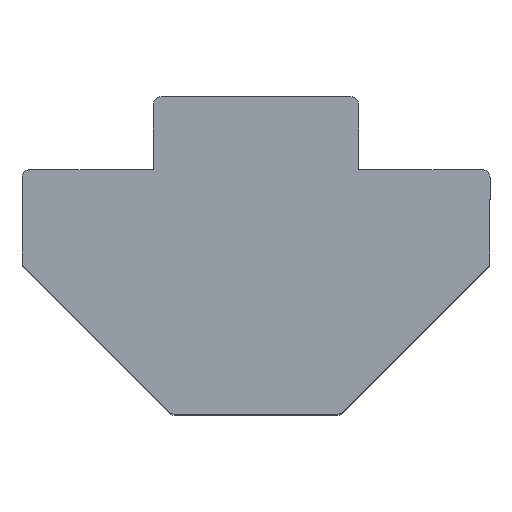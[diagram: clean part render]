
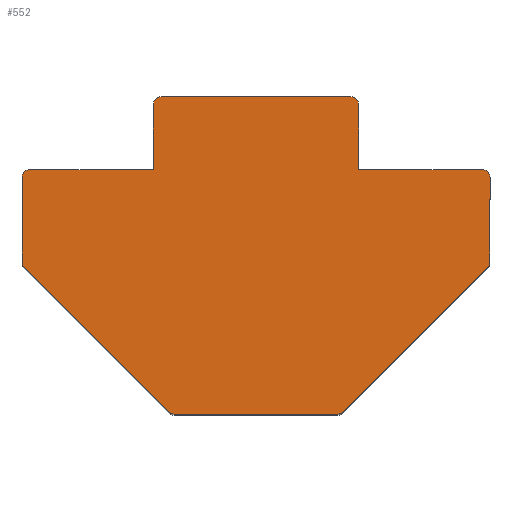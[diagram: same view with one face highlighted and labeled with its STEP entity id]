
A CAD part, top view. The second image highlights one B-rep face of the part: STEP entity #552.
In plain terms, the highlighted planar face has unit normal (0, 0, 1).
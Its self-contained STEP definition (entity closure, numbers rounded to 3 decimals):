
#1 = CARTESIAN_POINT ( 'NONE',  ( 3.95, 9.4, 25. ) ) ;
#8 = ORIENTED_EDGE ( 'NONE', *, *, #40, .T. ) ;
#18 = EDGE_CURVE ( 'NONE', #381, #111, #683, .T. ) ;
#23 = CARTESIAN_POINT ( 'NONE',  ( -9., 9.1, 25. ) ) ;
#33 = LINE ( 'NONE', #718, #339 ) ;
#40 = EDGE_CURVE ( 'NONE', #254, #784, #154, .T. ) ;
#41 = CARTESIAN_POINT ( 'NONE',  ( -9., 5.845, 25. ) ) ;
#44 = EDGE_CURVE ( 'NONE', #867, #310, #487, .T. ) ;
#45 = EDGE_CURVE ( 'NONE', #111, #811, #323, .T. ) ;
#55 = ORIENTED_EDGE ( 'NONE', *, *, #117, .T. ) ;
#56 = VERTEX_POINT ( 'NONE', #742 ) ;
#59 = EDGE_CURVE ( 'NONE', #118, #62, #495, .T. ) ;
#61 = ORIENTED_EDGE ( 'NONE', *, *, #80, .T. ) ;
#62 = VERTEX_POINT ( 'NONE', #231 ) ;
#65 = EDGE_CURVE ( 'NONE', #811, #477, #479, .T. ) ;
#69 = VECTOR ( 'NONE', #544, 1000. ) ;
#72 = VERTEX_POINT ( 'NONE', #125 ) ;
#78 = ORIENTED_EDGE ( 'NONE', *, *, #626, .T. ) ;
#80 = EDGE_CURVE ( 'NONE', #477, #685, #633, .T. ) ;
#82 = DIRECTION ( 'NONE',  ( -1., 0., 0. ) ) ;
#88 = ORIENTED_EDGE ( 'NONE', *, *, #480, .T. ) ;
#93 = EDGE_CURVE ( 'NONE', #310, #454, #611, .T. ) ;
#107 = DIRECTION ( 'NONE',  ( 0., 1., 0. ) ) ;
#111 = VERTEX_POINT ( 'NONE', #699 ) ;
#117 = EDGE_CURVE ( 'NONE', #685, #133, #388, .T. ) ;
#118 = VERTEX_POINT ( 'NONE', #160 ) ;
#121 = CARTESIAN_POINT ( 'NONE',  ( -3.95, 9.4, 25. ) ) ;
#125 = CARTESIAN_POINT ( 'NONE',  ( 3.362, 0.088, 25. ) ) ;
#130 = EDGE_CURVE ( 'NONE', #133, #867, #33, .T. ) ;
#131 = VECTOR ( 'NONE', #248, 1000. ) ;
#132 = DIRECTION ( 'NONE',  ( 0., 1., 0. ) ) ;
#133 = VERTEX_POINT ( 'NONE', #121 ) ;
#135 = CARTESIAN_POINT ( 'NONE',  ( 8.7, 9.4, 25. ) ) ;
#146 = PLANE ( 'NONE',  #354 ) ;
#148 = VERTEX_POINT ( 'NONE', #649 ) ;
#151 = LINE ( 'NONE', #537, #838 ) ;
#154 = CIRCLE ( 'NONE', #589, 0.3 ) ;
#158 = AXIS2_PLACEMENT_3D ( 'NONE', #207, #676, #270 ) ;
#160 = CARTESIAN_POINT ( 'NONE',  ( -8.912, 5.632, 25. ) ) ;
#168 = VECTOR ( 'NONE', #307, 1000. ) ;
#169 = CARTESIAN_POINT ( 'NONE',  ( -3.65, 12.2, 25. ) ) ;
#176 = CARTESIAN_POINT ( 'NONE',  ( -8.7, 5.845, 25. ) ) ;
#184 = CARTESIAN_POINT ( 'NONE',  ( 8.7, 5.845, 25. ) ) ;
#191 = DIRECTION ( 'NONE',  ( 0., 0., 1. ) ) ;
#204 = VECTOR ( 'NONE', #441, 1000. ) ;
#207 = CARTESIAN_POINT ( 'NONE',  ( -8.7, 9.1, 25. ) ) ;
#215 = ORIENTED_EDGE ( 'NONE', *, *, #44, .T. ) ;
#217 = ORIENTED_EDGE ( 'NONE', *, *, #18, .T. ) ;
#218 = CIRCLE ( 'NONE', #442, 0.3 ) ;
#231 = CARTESIAN_POINT ( 'NONE',  ( -3.361, 0.088, 25. ) ) ;
#233 = DIRECTION ( 'NONE',  ( -1., 0., 0. ) ) ;
#237 = DIRECTION ( 'NONE',  ( 1., 0., 0. ) ) ;
#248 = DIRECTION ( 'NONE',  ( 0.707, -0.707, 0. ) ) ;
#254 = VERTEX_POINT ( 'NONE', #802 ) ;
#257 = ORIENTED_EDGE ( 'NONE', *, *, #642, .T. ) ;
#262 = EDGE_CURVE ( 'NONE', #56, #554, #421, .T. ) ;
#270 = DIRECTION ( 'NONE',  ( 1., 0., 0. ) ) ;
#281 = VECTOR ( 'NONE', #82, 1000. ) ;
#285 = ORIENTED_EDGE ( 'NONE', *, *, #722, .T. ) ;
#295 = ORIENTED_EDGE ( 'NONE', *, *, #262, .T. ) ;
#301 = VECTOR ( 'NONE', #520, 1000. ) ;
#303 = CARTESIAN_POINT ( 'NONE',  ( 8.7, 9.1, 25. ) ) ;
#307 = DIRECTION ( 'NONE',  ( 1., 0., 0. ) ) ;
#310 = VERTEX_POINT ( 'NONE', #23 ) ;
#323 = CIRCLE ( 'NONE', #606, 0.3 ) ;
#326 = AXIS2_PLACEMENT_3D ( 'NONE', #396, #859, #462 ) ;
#336 = CIRCLE ( 'NONE', #660, 0.3 ) ;
#337 = CARTESIAN_POINT ( 'NONE',  ( 3.95, 9.4, 25. ) ) ;
#339 = VECTOR ( 'NONE', #852, 1000. ) ;
#354 = AXIS2_PLACEMENT_3D ( 'NONE', #621, #758, #358 ) ;
#358 = DIRECTION ( 'NONE',  ( 1., 0., 0. ) ) ;
#360 = CARTESIAN_POINT ( 'NONE',  ( -8.7, 9.4, 25. ) ) ;
#370 = DIRECTION ( 'NONE',  ( -1., 0., 0. ) ) ;
#381 = VERTEX_POINT ( 'NONE', #337 ) ;
#388 = LINE ( 'NONE', #763, #204 ) ;
#396 = CARTESIAN_POINT ( 'NONE',  ( 3.149, 0.3, 25. ) ) ;
#411 = CARTESIAN_POINT ( 'NONE',  ( -3.65, 11.9, 25. ) ) ;
#416 = ORIENTED_EDGE ( 'NONE', *, *, #65, .T. ) ;
#421 = CIRCLE ( 'NONE', #817, 0.3 ) ;
#422 = CARTESIAN_POINT ( 'NONE',  ( -9., 5.845, 25. ) ) ;
#428 = LINE ( 'NONE', #570, #729 ) ;
#432 = ORIENTED_EDGE ( 'NONE', *, *, #517, .T. ) ;
#433 = CARTESIAN_POINT ( 'NONE',  ( 8.7, 9.4, 25. ) ) ;
#441 = DIRECTION ( 'NONE',  ( 0., -1., 0. ) ) ;
#442 = AXIS2_PLACEMENT_3D ( 'NONE', #176, #640, #237 ) ;
#454 = VERTEX_POINT ( 'NONE', #422 ) ;
#462 = DIRECTION ( 'NONE',  ( 1., 0., 0. ) ) ;
#465 = EDGE_LOOP ( 'NONE', ( #78, #648, #285, #88, #725, #432, #295, #257, #8, #842, #217, #508, #416, #61, #55, #627, #215, #677 ) ) ;
#473 = DIRECTION ( 'NONE',  ( 1., 0., 0. ) ) ;
#477 = VERTEX_POINT ( 'NONE', #169 ) ;
#479 = LINE ( 'NONE', #855, #301 ) ;
#480 = EDGE_CURVE ( 'NONE', #148, #822, #548, .T. ) ;
#481 = EDGE_CURVE ( 'NONE', #822, #72, #720, .T. ) ;
#487 = CIRCLE ( 'NONE', #158, 0.3 ) ;
#495 = LINE ( 'NONE', #546, #131 ) ;
#504 = FACE_OUTER_BOUND ( 'NONE', #465, .T. ) ;
#506 = VECTOR ( 'NONE', #132, 1000. ) ;
#508 = ORIENTED_EDGE ( 'NONE', *, *, #45, .T. ) ;
#517 = EDGE_CURVE ( 'NONE', #72, #56, #151, .T. ) ;
#520 = DIRECTION ( 'NONE',  ( -1., 0., 0. ) ) ;
#523 = AXIS2_PLACEMENT_3D ( 'NONE', #411, #874, #473 ) ;
#531 = DIRECTION ( 'NONE',  ( 0.707, 0.707, 0. ) ) ;
#537 = CARTESIAN_POINT ( 'NONE',  ( 8.874, 5.6, 25. ) ) ;
#544 = DIRECTION ( 'NONE',  ( 0., -1., 0. ) ) ;
#546 = CARTESIAN_POINT ( 'NONE',  ( -8.912, 5.632, 25. ) ) ;
#548 = LINE ( 'NONE', #634, #168 ) ;
#552 = ADVANCED_FACE ( 'NONE', ( #504 ), #146, .T. ) ;
#554 = VERTEX_POINT ( 'NONE', #560 ) ;
#557 = CARTESIAN_POINT ( 'NONE',  ( 3.149, 0., 25. ) ) ;
#560 = CARTESIAN_POINT ( 'NONE',  ( 9., 5.845, 25. ) ) ;
#570 = CARTESIAN_POINT ( 'NONE',  ( 9., 5.845, 25. ) ) ;
#589 = AXIS2_PLACEMENT_3D ( 'NONE', #303, #766, #370 ) ;
#592 = CARTESIAN_POINT ( 'NONE',  ( -3.149, 0.3, 25. ) ) ;
#606 = AXIS2_PLACEMENT_3D ( 'NONE', #810, #839, #610 ) ;
#610 = DIRECTION ( 'NONE',  ( -1., 0., 0. ) ) ;
#611 = LINE ( 'NONE', #41, #69 ) ;
#621 = CARTESIAN_POINT ( 'NONE',  ( -8.7, 5.845, 25. ) ) ;
#626 = EDGE_CURVE ( 'NONE', #454, #118, #218, .T. ) ;
#627 = ORIENTED_EDGE ( 'NONE', *, *, #130, .T. ) ;
#633 = CIRCLE ( 'NONE', #523, 0.3 ) ;
#634 = CARTESIAN_POINT ( 'NONE',  ( 3.149, 0., 25. ) ) ;
#637 = DIRECTION ( 'NONE',  ( 0., 0., 1. ) ) ;
#640 = DIRECTION ( 'NONE',  ( 0., 0., 1. ) ) ;
#642 = EDGE_CURVE ( 'NONE', #554, #254, #428, .T. ) ;
#646 = CARTESIAN_POINT ( 'NONE',  ( -3.95, 11.9, 25. ) ) ;
#648 = ORIENTED_EDGE ( 'NONE', *, *, #59, .T. ) ;
#649 = CARTESIAN_POINT ( 'NONE',  ( -3.149, 0., 25. ) ) ;
#660 = AXIS2_PLACEMENT_3D ( 'NONE', #592, #191, #662 ) ;
#662 = DIRECTION ( 'NONE',  ( -1., 0., 0. ) ) ;
#676 = DIRECTION ( 'NONE',  ( 0., 0., 1. ) ) ;
#677 = ORIENTED_EDGE ( 'NONE', *, *, #93, .T. ) ;
#683 = LINE ( 'NONE', #1, #506 ) ;
#685 = VERTEX_POINT ( 'NONE', #646 ) ;
#699 = CARTESIAN_POINT ( 'NONE',  ( 3.95, 11.9, 25. ) ) ;
#718 = CARTESIAN_POINT ( 'NONE',  ( -8.7, 9.4, 25. ) ) ;
#720 = CIRCLE ( 'NONE', #326, 0.3 ) ;
#722 = EDGE_CURVE ( 'NONE', #62, #148, #336, .T. ) ;
#725 = ORIENTED_EDGE ( 'NONE', *, *, #481, .T. ) ;
#729 = VECTOR ( 'NONE', #107, 1000. ) ;
#742 = CARTESIAN_POINT ( 'NONE',  ( 8.874, 5.6, 25. ) ) ;
#753 = CARTESIAN_POINT ( 'NONE',  ( 3.65, 12.2, 25. ) ) ;
#758 = DIRECTION ( 'NONE',  ( 0., 0., 1. ) ) ;
#763 = CARTESIAN_POINT ( 'NONE',  ( -3.95, 9.4, 25. ) ) ;
#766 = DIRECTION ( 'NONE',  ( 0., 0., 1. ) ) ;
#784 = VERTEX_POINT ( 'NONE', #135 ) ;
#802 = CARTESIAN_POINT ( 'NONE',  ( 9., 9.1, 25. ) ) ;
#810 = CARTESIAN_POINT ( 'NONE',  ( 3.65, 11.9, 25. ) ) ;
#811 = VERTEX_POINT ( 'NONE', #753 ) ;
#817 = AXIS2_PLACEMENT_3D ( 'NONE', #184, #637, #233 ) ;
#822 = VERTEX_POINT ( 'NONE', #557 ) ;
#838 = VECTOR ( 'NONE', #531, 1000. ) ;
#839 = DIRECTION ( 'NONE',  ( 0., 0., 1. ) ) ;
#842 = ORIENTED_EDGE ( 'NONE', *, *, #853, .T. ) ;
#852 = DIRECTION ( 'NONE',  ( -1., 0., 0. ) ) ;
#853 = EDGE_CURVE ( 'NONE', #784, #381, #880, .T. ) ;
#855 = CARTESIAN_POINT ( 'NONE',  ( -3.65, 12.2, 25. ) ) ;
#859 = DIRECTION ( 'NONE',  ( 0., 0., 1. ) ) ;
#867 = VERTEX_POINT ( 'NONE', #360 ) ;
#874 = DIRECTION ( 'NONE',  ( 0., 0., 1. ) ) ;
#880 = LINE ( 'NONE', #433, #281 ) ;
